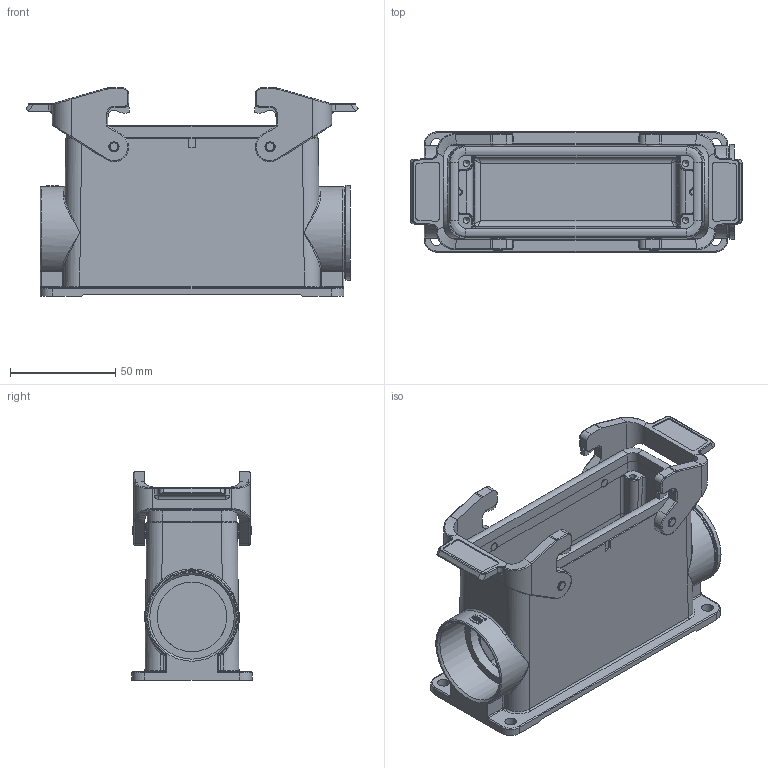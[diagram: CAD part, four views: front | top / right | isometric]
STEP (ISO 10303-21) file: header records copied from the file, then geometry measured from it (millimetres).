
FILE_DESCRIPTION((''),'2;1');
FILE_NAME('05300240285.stp','2020-07-13T16:05:08',('e.eickhoff'),(''),'Autodesk Inventor 2012','Autodesk Inventor 2012','');
FILE_SCHEMA(('AUTOMOTIVE_DESIGN { 1 0 10303 214 1 1 1 1 }'));
Length unit declared in the file: millimetre
Products named in the file (3): 05300240285; KBRM40
Assembly tree (2 placements, depth 2):
  05300240285
    05300240285
    KBRM40
Bounding box: 157.4 x 57 x 98.8 mm (x, y, z)
Volume: 173575.7 mm3; surface area: 85664.9 mm2
Topology: 4 solids, 4 shells, 716 faces, 2415 edges, 2303 vertices
Faces by surface type: plane 287, cylinder 264, bspline 84, torus 59, cone 18, sphere 4
Full cylindrical faces by diameter (mm): 0.66 x1, 0.78 x1, 3 x4, 4 x4, 4.8 x4, 5.6 x4, 7 x4, 33 x2, 40 x2, 40.5 x1, 43 x1, 45 x1
Entity records: 31350 total; most frequent: CARTESIAN_POINT 10609, DIRECTION 4032, ORIENTED_EDGE 3462, EDGE_CURVE 1731, AXIS2_PLACEMENT_3D 1479, VERTEX_POINT 1105, VECTOR 1074, LINE 1074
